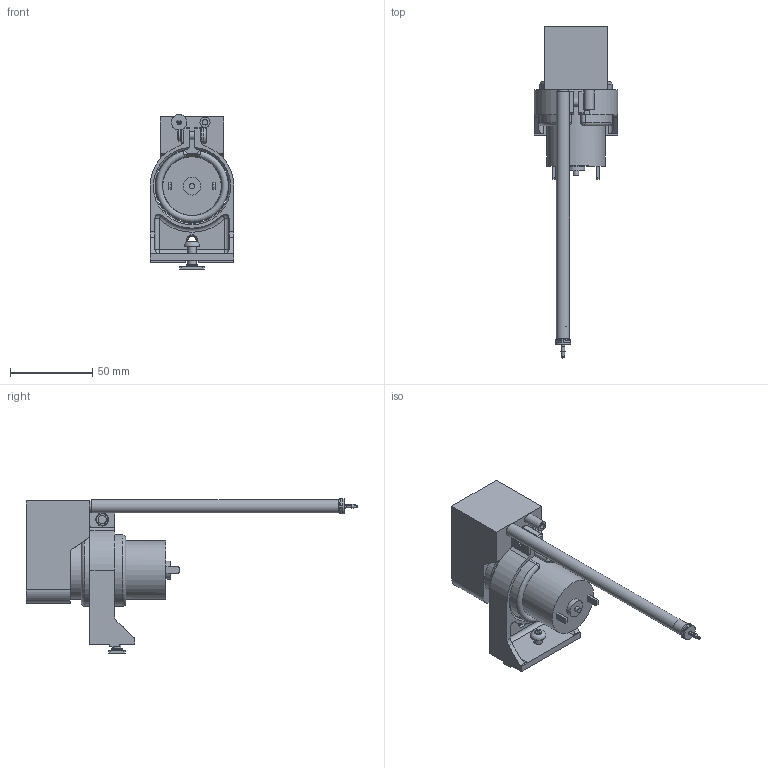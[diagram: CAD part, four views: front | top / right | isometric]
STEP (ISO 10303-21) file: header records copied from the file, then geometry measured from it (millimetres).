
FILE_DESCRIPTION(/* description */ ('Alibre Inc.'),/* implementation_level */ '2;1');
FILE_NAME(/* name */ 'export0',/* time_stamp */ '2015-07-05T23:17:44+12:00',/* author */ (''),/* organization */ (''),/* preprocessor_version */ 'ST-DEVELOPER v14',/* originating_system */ 'Alibre',/* authorisation */ '');
FILE_SCHEMA (('CONFIG_CONTROL_DESIGN'));
Length unit declared in the file: inch
Products named in the file (9): ID_1; VP01; FNUT-M5-HNKK5; MFOAM01; DTB-0.0625-0.1875; ID_2; ID_3
Bounding box: 51 x 201.67 x 94.14 mm (x, y, z)
Volume: 172531.3 mm3; surface area: 46850.4 mm2
Topology: 9 solids, 9 shells, 231 faces, 559 edges, 353 vertices
Faces by surface type: plane 126, cylinder 68, cone 15, sphere 12, torus 10
Full cylindrical faces by diameter (mm): 3.2 x1, 3.4 x2, 4.763 x1, 5 x5, 5.5 x3, 6.16 x2, 6.9 x2, 7.938 x1, 9.5 x1, 10 x1, 10.8 x1, 35.6 x1
Entity records: 7000 total; most frequent: CARTESIAN_POINT 1142, DIRECTION 987, ORIENTED_EDGE 970, EDGE_CURVE 485, AXIS2_PLACEMENT_3D 412, VERTEX_POINT 329, VECTOR 287, LINE 287
